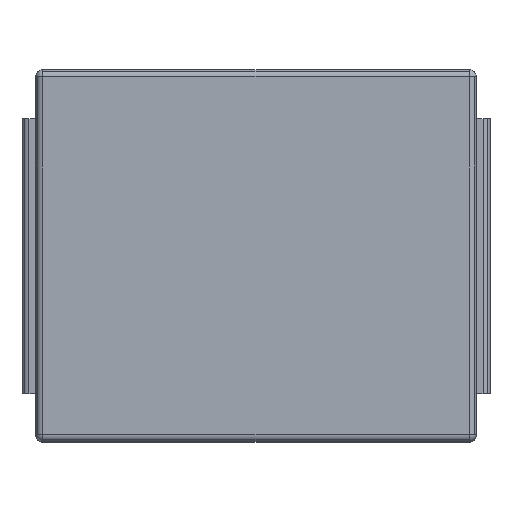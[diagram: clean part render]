
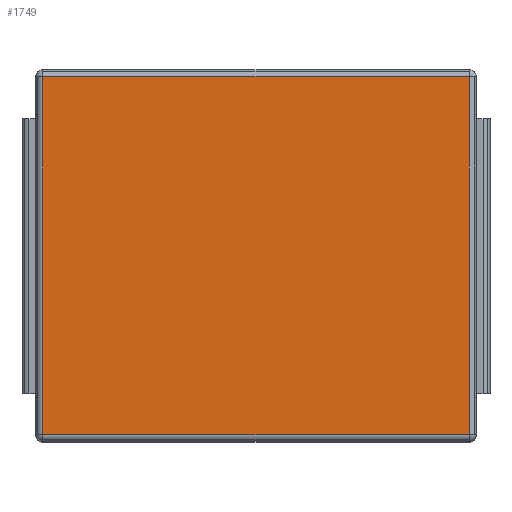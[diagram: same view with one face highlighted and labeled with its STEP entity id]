
A CAD part, top view. The second image highlights one B-rep face of the part: STEP entity #1749.
In plain terms, the highlighted planar face has unit normal (0, 0, 1).
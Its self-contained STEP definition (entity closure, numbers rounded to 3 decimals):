
#1099=CARTESIAN_POINT('',(-1.55,1.3,2.4));
#1100=VERTEX_POINT('',#1099);
#1108=CARTESIAN_POINT('',(1.55,1.3,2.4));
#1109=VERTEX_POINT('',#1108);
#1110=CARTESIAN_POINT('',(-1.55,1.3,2.4));
#1111=DIRECTION('',(1.0,0.0,0.0));
#1112=VECTOR('',#1111,3.1);
#1113=LINE('',#1110,#1112);
#1114=EDGE_CURVE('',#1100,#1109,#1113,.T.);
#1183=CARTESIAN_POINT('',(-1.55,-1.3,2.4));
#1184=VERTEX_POINT('',#1183);
#1192=CARTESIAN_POINT('',(-1.55,-1.3,2.4));
#1193=DIRECTION('',(0.0,1.0,0.0));
#1194=VECTOR('',#1193,2.6);
#1195=LINE('',#1192,#1194);
#1196=EDGE_CURVE('',#1184,#1100,#1195,.T.);
#1272=CARTESIAN_POINT('',(1.55,-1.3,2.4));
#1273=VERTEX_POINT('',#1272);
#1274=CARTESIAN_POINT('',(1.55,1.3,2.4));
#1275=DIRECTION('',(0.0,-1.0,0.0));
#1276=VECTOR('',#1275,2.6);
#1277=LINE('',#1274,#1276);
#1278=EDGE_CURVE('',#1109,#1273,#1277,.T.);
#1354=CARTESIAN_POINT('',(1.55,-1.3,2.4));
#1355=DIRECTION('',(-1.0,0.0,0.0));
#1356=VECTOR('',#1355,3.1);
#1357=LINE('',#1354,#1356);
#1358=EDGE_CURVE('',#1273,#1184,#1357,.T.);
#1738=CARTESIAN_POINT('',(0.,0.,2.4));
#1739=DIRECTION('',(0.0,0.0,1.0));
#1740=DIRECTION('',(1.0,0.0,0.0));
#1741=AXIS2_PLACEMENT_3D('',#1738,#1739,#1740);
#1742=PLANE('',#1741);
#1743=ORIENTED_EDGE('',*,*,#1358,.F.);
#1744=ORIENTED_EDGE('',*,*,#1278,.F.);
#1745=ORIENTED_EDGE('',*,*,#1114,.F.);
#1746=ORIENTED_EDGE('',*,*,#1196,.F.);
#1747=EDGE_LOOP('',(#1743,#1744,#1745,#1746));
#1748=FACE_OUTER_BOUND('',#1747,.T.);
#1749=ADVANCED_FACE('',(#1748),#1742,.T.);
